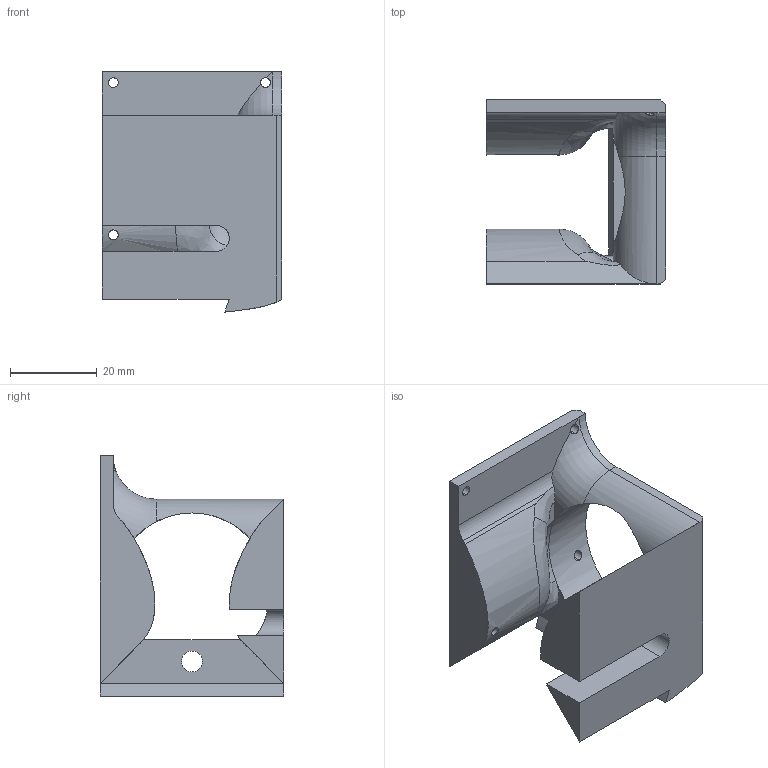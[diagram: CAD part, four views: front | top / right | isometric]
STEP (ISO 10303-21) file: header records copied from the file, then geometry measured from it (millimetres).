
FILE_DESCRIPTION (( 'STEP AP214' ), '1' );
FILE_NAME ('Fan Shroud.STEP', '2023-10-12T16:35:34', ( '' ), ( '' ), 'SwSTEP 2.0', 'SolidWorks 2023', '' );
FILE_SCHEMA (( 'AUTOMOTIVE_DESIGN' ));
Length unit declared in the file: millimetre
Products named in the file (1): Fan Shroud
Bounding box: 41.2 x 42.3 x 55.3 mm (x, y, z)
Volume: 28694.9 mm3; surface area: 12991.1 mm2
Topology: 1 solids, 1 shells, 404 faces, 1055 edges, 694 vertices
Faces by surface type: plane 198, bspline 149, cylinder 35, cone 18, torus 4
Entity records: 20796 total; most frequent: CARTESIAN_POINT 11838, ORIENTED_EDGE 2110, DIRECTION 1321, EDGE_CURVE 1055, VERTEX_POINT 694, VECTOR 639, LINE 639, EDGE_LOOP 457
